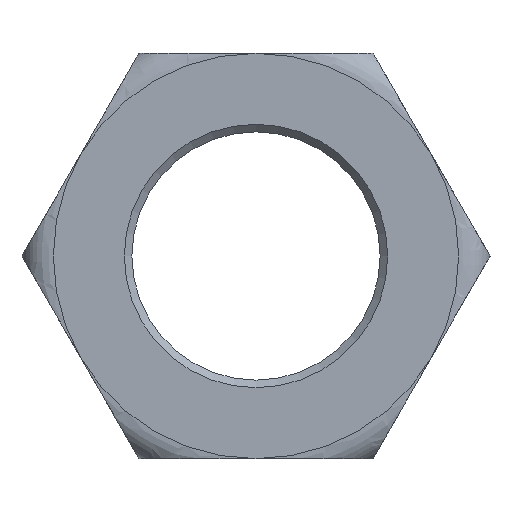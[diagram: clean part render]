
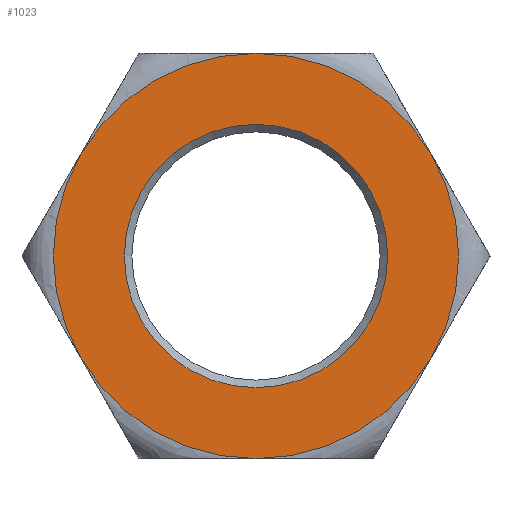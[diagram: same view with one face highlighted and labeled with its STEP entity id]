
A CAD part, front view. The second image highlights one B-rep face of the part: STEP entity #1023.
In plain terms, the highlighted planar face has unit normal (0, -1, 0).
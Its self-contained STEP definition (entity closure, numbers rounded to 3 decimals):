
#6 = ORIENTED_EDGE ( 'NONE', *, *, #703, .F. ) ;
#15 = DIRECTION ( 'NONE',  ( 0., 0., 1. ) ) ;
#26 = ORIENTED_EDGE ( 'NONE', *, *, #209, .F. ) ;
#39 = ORIENTED_EDGE ( 'NONE', *, *, #605, .F. ) ;
#43 = CIRCLE ( 'NONE', #1143, 40. ) ;
#46 = DIRECTION ( 'NONE',  ( 0., 1., 0. ) ) ;
#53 = CARTESIAN_POINT ( 'NONE',  ( -34.641, -21., 20. ) ) ;
#104 = VERTEX_POINT ( 'NONE', #1310 ) ;
#105 = DIRECTION ( 'NONE',  ( 0., 1., 0. ) ) ;
#147 = VERTEX_POINT ( 'NONE', #860 ) ;
#152 = DIRECTION ( 'NONE',  ( 0., 1., 0. ) ) ;
#184 = VERTEX_POINT ( 'NONE', #753 ) ;
#187 = DIRECTION ( 'NONE',  ( 1., 0., 0. ) ) ;
#209 = EDGE_CURVE ( 'NONE', #657, #841, #438, .T. ) ;
#216 = EDGE_CURVE ( 'NONE', #841, #1016, #896, .T. ) ;
#253 = DIRECTION ( 'NONE',  ( 0., 1., 0. ) ) ;
#257 = ORIENTED_EDGE ( 'NONE', *, *, #1269, .F. ) ;
#281 = EDGE_CURVE ( 'NONE', #147, #104, #482, .T. ) ;
#288 = CARTESIAN_POINT ( 'NONE',  ( 0., -21., 40. ) ) ;
#321 = FACE_BOUND ( 'NONE', #1332, .T. ) ;
#322 = DIRECTION ( 'NONE',  ( 1., 0., 0. ) ) ;
#335 = VECTOR ( 'NONE', #1147, 1000. ) ;
#338 = DIRECTION ( 'NONE',  ( 0., 1., 0. ) ) ;
#358 = LINE ( 'NONE', #989, #460 ) ;
#360 = AXIS2_PLACEMENT_3D ( 'NONE', #466, #1118, #187 ) ;
#383 = CARTESIAN_POINT ( 'NONE',  ( -46.188, -21., 0. ) ) ;
#427 = CARTESIAN_POINT ( 'NONE',  ( 0., -21., 0. ) ) ;
#438 = LINE ( 'NONE', #654, #729 ) ;
#460 = VECTOR ( 'NONE', #1204, 1000. ) ;
#466 = CARTESIAN_POINT ( 'NONE',  ( 0., -21., 0. ) ) ;
#482 = CIRCLE ( 'NONE', #550, 40. ) ;
#526 = CARTESIAN_POINT ( 'NONE',  ( 0., -21., 40. ) ) ;
#550 = AXIS2_PLACEMENT_3D ( 'NONE', #427, #744, #1158 ) ;
#551 = AXIS2_PLACEMENT_3D ( 'NONE', #1166, #253, #1155 ) ;
#562 = VERTEX_POINT ( 'NONE', #782 ) ;
#569 = ORIENTED_EDGE ( 'NONE', *, *, #588, .F. ) ;
#574 = LINE ( 'NONE', #383, #877 ) ;
#575 = DIRECTION ( 'NONE',  ( 1., 0., 0. ) ) ;
#580 = ORIENTED_EDGE ( 'NONE', *, *, #1145, .F. ) ;
#584 = CARTESIAN_POINT ( 'NONE',  ( 0., -21., 0. ) ) ;
#588 = EDGE_CURVE ( 'NONE', #104, #886, #358, .T. ) ;
#605 = EDGE_CURVE ( 'NONE', #184, #147, #1355, .T. ) ;
#627 = VERTEX_POINT ( 'NONE', #1341 ) ;
#654 = CARTESIAN_POINT ( 'NONE',  ( -23.094, -21., 40. ) ) ;
#657 = VERTEX_POINT ( 'NONE', #526 ) ;
#670 = CIRCLE ( 'NONE', #1188, 40. ) ;
#681 = ORIENTED_EDGE ( 'NONE', *, *, #1287, .T. ) ;
#703 = EDGE_CURVE ( 'NONE', #1320, #562, #574, .T. ) ;
#722 = ORIENTED_EDGE ( 'NONE', *, *, #1189, .F. ) ;
#729 = VECTOR ( 'NONE', #1046, 1000. ) ;
#740 = PLANE ( 'NONE',  #774 ) ;
#744 = DIRECTION ( 'NONE',  ( 0., 1., 0. ) ) ;
#752 = CARTESIAN_POINT ( 'NONE',  ( -34.641, -21., -20. ) ) ;
#753 = CARTESIAN_POINT ( 'NONE',  ( 34.641, -21., 20. ) ) ;
#756 = EDGE_LOOP ( 'NONE', ( #1065, #569, #1107, #39, #722, #1256, #26, #580, #6, #257 ) ) ;
#774 = AXIS2_PLACEMENT_3D ( 'NONE', #1144, #338, #15 ) ;
#782 = CARTESIAN_POINT ( 'NONE',  ( -34.641, -21., 20. ) ) ;
#825 = LINE ( 'NONE', #1347, #335 ) ;
#836 = AXIS2_PLACEMENT_3D ( 'NONE', #1001, #46, #885 ) ;
#841 = VERTEX_POINT ( 'NONE', #288 ) ;
#843 = CARTESIAN_POINT ( 'NONE',  ( 0., -21., 0. ) ) ;
#848 = FACE_OUTER_BOUND ( 'NONE', #756, .T. ) ;
#860 = CARTESIAN_POINT ( 'NONE',  ( 34.641, -21., -20. ) ) ;
#877 = VECTOR ( 'NONE', #986, 1000. ) ;
#885 = DIRECTION ( 'NONE',  ( 1., 0., 0. ) ) ;
#886 = VERTEX_POINT ( 'NONE', #1044 ) ;
#896 = CIRCLE ( 'NONE', #1074, 40. ) ;
#916 = VERTEX_POINT ( 'NONE', #752 ) ;
#986 = DIRECTION ( 'NONE',  ( 0.5, 0., 0.866 ) ) ;
#989 = CARTESIAN_POINT ( 'NONE',  ( 23.094, -21., -40. ) ) ;
#1001 = CARTESIAN_POINT ( 'NONE',  ( 0., -21., 0. ) ) ;
#1016 = VERTEX_POINT ( 'NONE', #1060 ) ;
#1023 = ADVANCED_FACE ( 'NONE', ( #321, #848 ), #740, .F. ) ;
#1044 = CARTESIAN_POINT ( 'NONE',  ( 0., -21., -40. ) ) ;
#1046 = DIRECTION ( 'NONE',  ( 1., 0., 0. ) ) ;
#1053 = CIRCLE ( 'NONE', #360, 40. ) ;
#1060 = CARTESIAN_POINT ( 'NONE',  ( 34.641, -21., 20. ) ) ;
#1065 = ORIENTED_EDGE ( 'NONE', *, *, #1170, .F. ) ;
#1069 = DIRECTION ( 'NONE',  ( 0., 1., 0. ) ) ;
#1074 = AXIS2_PLACEMENT_3D ( 'NONE', #1261, #1069, #1290 ) ;
#1107 = ORIENTED_EDGE ( 'NONE', *, *, #281, .F. ) ;
#1118 = DIRECTION ( 'NONE',  ( 0., 1., 0. ) ) ;
#1121 = CIRCLE ( 'NONE', #551, 26. ) ;
#1143 = AXIS2_PLACEMENT_3D ( 'NONE', #584, #152, #575 ) ;
#1144 = CARTESIAN_POINT ( 'NONE',  ( 0., -21., 0. ) ) ;
#1145 = EDGE_CURVE ( 'NONE', #562, #657, #43, .T. ) ;
#1147 = DIRECTION ( 'NONE',  ( 0.5, 0., -0.866 ) ) ;
#1155 = DIRECTION ( 'NONE',  ( 0., 0., 1. ) ) ;
#1158 = DIRECTION ( 'NONE',  ( 1., 0., 0. ) ) ;
#1166 = CARTESIAN_POINT ( 'NONE',  ( 0., -21., 0. ) ) ;
#1170 = EDGE_CURVE ( 'NONE', #886, #916, #1053, .T. ) ;
#1188 = AXIS2_PLACEMENT_3D ( 'NONE', #843, #105, #322 ) ;
#1189 = EDGE_CURVE ( 'NONE', #1016, #184, #825, .T. ) ;
#1204 = DIRECTION ( 'NONE',  ( -1., 0., 0. ) ) ;
#1256 = ORIENTED_EDGE ( 'NONE', *, *, #216, .F. ) ;
#1261 = CARTESIAN_POINT ( 'NONE',  ( 0., -21., 0. ) ) ;
#1269 = EDGE_CURVE ( 'NONE', #916, #1320, #670, .T. ) ;
#1287 = EDGE_CURVE ( 'NONE', #627, #627, #1121, .T. ) ;
#1290 = DIRECTION ( 'NONE',  ( 1., 0., 0. ) ) ;
#1310 = CARTESIAN_POINT ( 'NONE',  ( 0., -21., -40. ) ) ;
#1320 = VERTEX_POINT ( 'NONE', #53 ) ;
#1332 = EDGE_LOOP ( 'NONE', ( #681 ) ) ;
#1341 = CARTESIAN_POINT ( 'NONE',  ( 0., -21., 26. ) ) ;
#1347 = CARTESIAN_POINT ( 'NONE',  ( 23.094, -21., 40. ) ) ;
#1355 = CIRCLE ( 'NONE', #836, 40. ) ;
